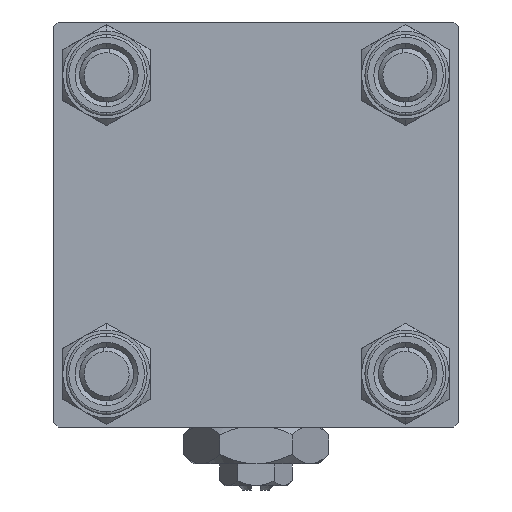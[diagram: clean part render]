
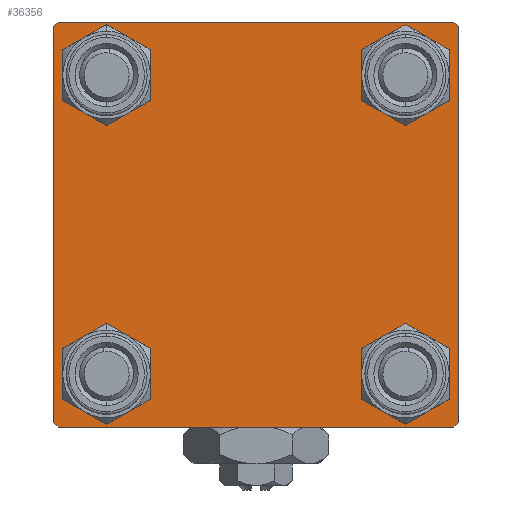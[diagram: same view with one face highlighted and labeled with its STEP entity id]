
A CAD part, left-side view. The second image highlights one B-rep face of the part: STEP entity #36356.
In plain terms, the highlighted planar face has unit normal (-1, 0, 0).
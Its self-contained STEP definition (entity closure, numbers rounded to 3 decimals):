
#1 = CARTESIAN_POINT ( 'NONE',  ( 0., 22.5, 22. ) ) ;
#300 = ORIENTED_EDGE ( 'NONE', *, *, #8824, .T. ) ;
#717 = CARTESIAN_POINT ( 'NONE',  ( 0., -16.6, -20.1 ) ) ;
#1113 = AXIS2_PLACEMENT_3D ( 'NONE', #4504, #6703, #20775 ) ;
#1331 = VERTEX_POINT ( 'NONE', #38883 ) ;
#2253 = EDGE_CURVE ( 'NONE', #42274, #25220, #18481, .T. ) ;
#2751 = DIRECTION ( 'NONE',  ( 0., 0., 1. ) ) ;
#3396 = CARTESIAN_POINT ( 'NONE',  ( 0., 16.6, 16.6 ) ) ;
#3702 = FACE_BOUND ( 'NONE', #29724, .T. ) ;
#3960 = FACE_BOUND ( 'NONE', #51413, .T. ) ;
#4504 = CARTESIAN_POINT ( 'NONE',  ( 0., 0., 0. ) ) ;
#4855 = CARTESIAN_POINT ( 'NONE',  ( 0., 16.6, -16.6 ) ) ;
#5266 = VERTEX_POINT ( 'NONE', #46245 ) ;
#5483 = CARTESIAN_POINT ( 'NONE',  ( 0., 16.6, -20.1 ) ) ;
#6378 = LINE ( 'NONE', #22647, #51723 ) ;
#6517 = AXIS2_PLACEMENT_3D ( 'NONE', #3396, #51593, #23651 ) ;
#6703 = DIRECTION ( 'NONE',  ( -1., 0., 0. ) ) ;
#6981 = LINE ( 'NONE', #51972, #33499 ) ;
#7258 = DIRECTION ( 'NONE',  ( 1., 0., 0. ) ) ;
#7374 = CARTESIAN_POINT ( 'NONE',  ( 0., 22., -22.5 ) ) ;
#8037 = CARTESIAN_POINT ( 'NONE',  ( 0., -22., 22.5 ) ) ;
#8496 = VERTEX_POINT ( 'NONE', #9685 ) ;
#8824 = EDGE_CURVE ( 'NONE', #31367, #11881, #30706, .T. ) ;
#9017 = VECTOR ( 'NONE', #31134, 1000. ) ;
#9547 = LINE ( 'NONE', #45501, #11633 ) ;
#9685 = CARTESIAN_POINT ( 'NONE',  ( 0., -22., -22.5 ) ) ;
#9744 = CARTESIAN_POINT ( 'NONE',  ( 0., 22., 22.5 ) ) ;
#10194 = EDGE_LOOP ( 'NONE', ( #16273, #50133 ) ) ;
#10342 = EDGE_CURVE ( 'NONE', #11881, #31367, #22192, .T. ) ;
#11483 = ORIENTED_EDGE ( 'NONE', *, *, #21426, .F. ) ;
#11564 = CARTESIAN_POINT ( 'NONE',  ( 0., -16.6, 16.6 ) ) ;
#11633 = VECTOR ( 'NONE', #13280, 1000. ) ;
#11707 = EDGE_CURVE ( 'NONE', #28188, #34905, #29008, .T. ) ;
#11881 = VERTEX_POINT ( 'NONE', #43370 ) ;
#11894 = AXIS2_PLACEMENT_3D ( 'NONE', #40004, #19812, #36028 ) ;
#12016 = DIRECTION ( 'NONE',  ( 0., 0.707, -0.707 ) ) ;
#12907 = ORIENTED_EDGE ( 'NONE', *, *, #2253, .T. ) ;
#13280 = DIRECTION ( 'NONE',  ( 0., 0., -1. ) ) ;
#13370 = DIRECTION ( 'NONE',  ( 1., 0., 0. ) ) ;
#13574 = DIRECTION ( 'NONE',  ( 1., 0., 0. ) ) ;
#13656 = CARTESIAN_POINT ( 'NONE',  ( 0., 16.6, 13.1 ) ) ;
#13762 = EDGE_CURVE ( 'NONE', #25719, #43259, #28266, .T. ) ;
#14193 = CIRCLE ( 'NONE', #6517, 3.5 ) ;
#14568 = ORIENTED_EDGE ( 'NONE', *, *, #43379, .F. ) ;
#15151 = DIRECTION ( 'NONE',  ( 0., 0., 1. ) ) ;
#15449 = EDGE_CURVE ( 'NONE', #8496, #16048, #24320, .T. ) ;
#15688 = FACE_BOUND ( 'NONE', #10194, .T. ) ;
#15930 = VECTOR ( 'NONE', #36559, 1000. ) ;
#16048 = VERTEX_POINT ( 'NONE', #42047 ) ;
#16273 = ORIENTED_EDGE ( 'NONE', *, *, #41294, .T. ) ;
#16401 = DIRECTION ( 'NONE',  ( 0., 0., 1. ) ) ;
#16495 = AXIS2_PLACEMENT_3D ( 'NONE', #11564, #36596, #19580 ) ;
#17236 = ORIENTED_EDGE ( 'NONE', *, *, #37080, .T. ) ;
#18154 = EDGE_CURVE ( 'NONE', #22716, #21034, #26955, .T. ) ;
#18376 = EDGE_CURVE ( 'NONE', #34905, #28188, #14193, .T. ) ;
#18481 = LINE ( 'NONE', #41920, #39817 ) ;
#19433 = CARTESIAN_POINT ( 'NONE',  ( 0., 22.25, -22.25 ) ) ;
#19580 = DIRECTION ( 'NONE',  ( 0., 0., 1. ) ) ;
#19812 = DIRECTION ( 'NONE',  ( 1., 0., 0. ) ) ;
#19855 = CIRCLE ( 'NONE', #16495, 3.5 ) ;
#20775 = DIRECTION ( 'NONE',  ( 0., 0., 1. ) ) ;
#21034 = VERTEX_POINT ( 'NONE', #32654 ) ;
#21392 = CARTESIAN_POINT ( 'NONE',  ( 0., -22.25, -22.25 ) ) ;
#21426 = EDGE_CURVE ( 'NONE', #25719, #25220, #6378, .T. ) ;
#22192 = CIRCLE ( 'NONE', #28128, 3.5 ) ;
#22647 = CARTESIAN_POINT ( 'NONE',  ( 0., 22.5, 22.5 ) ) ;
#22716 = VERTEX_POINT ( 'NONE', #717 ) ;
#23651 = DIRECTION ( 'NONE',  ( 0., 0., 1. ) ) ;
#23968 = FACE_OUTER_BOUND ( 'NONE', #38648, .T. ) ;
#24139 = CARTESIAN_POINT ( 'NONE',  ( 0., -16.6, -16.6 ) ) ;
#24320 = LINE ( 'NONE', #21392, #15930 ) ;
#25184 = AXIS2_PLACEMENT_3D ( 'NONE', #24139, #36372, #16401 ) ;
#25220 = VERTEX_POINT ( 'NONE', #8037 ) ;
#25719 = VERTEX_POINT ( 'NONE', #9744 ) ;
#26955 = CIRCLE ( 'NONE', #28671, 3.5 ) ;
#27751 = VECTOR ( 'NONE', #44103, 1000. ) ;
#27882 = CARTESIAN_POINT ( 'NONE',  ( 0., -22.5, 22.5 ) ) ;
#27950 = FACE_BOUND ( 'NONE', #46944, .T. ) ;
#28128 = AXIS2_PLACEMENT_3D ( 'NONE', #4855, #13370, #45592 ) ;
#28188 = VERTEX_POINT ( 'NONE', #13656 ) ;
#28266 = LINE ( 'NONE', #47954, #38829 ) ;
#28602 = VERTEX_POINT ( 'NONE', #7374 ) ;
#28671 = AXIS2_PLACEMENT_3D ( 'NONE', #47755, #7258, #2751 ) ;
#29008 = CIRCLE ( 'NONE', #32436, 3.5 ) ;
#29724 = EDGE_LOOP ( 'NONE', ( #38123, #34227 ) ) ;
#29828 = DIRECTION ( 'NONE',  ( 0., 0., 1. ) ) ;
#30706 = CIRCLE ( 'NONE', #11894, 3.5 ) ;
#30751 = CARTESIAN_POINT ( 'NONE',  ( 0., -22.5, 22. ) ) ;
#31134 = DIRECTION ( 'NONE',  ( 0., -0.707, -0.707 ) ) ;
#31221 = DIRECTION ( 'NONE',  ( 0., -1., 0. ) ) ;
#31367 = VERTEX_POINT ( 'NONE', #5483 ) ;
#31873 = LINE ( 'NONE', #27882, #27751 ) ;
#32436 = AXIS2_PLACEMENT_3D ( 'NONE', #49794, #13574, #29828 ) ;
#32654 = CARTESIAN_POINT ( 'NONE',  ( 0., -16.6, -13.1 ) ) ;
#32917 = CARTESIAN_POINT ( 'NONE',  ( 0., -16.6, 20.1 ) ) ;
#33499 = VECTOR ( 'NONE', #31221, 1000. ) ;
#34227 = ORIENTED_EDGE ( 'NONE', *, *, #36745, .T. ) ;
#34588 = DIRECTION ( 'NONE',  ( 1., 0., 0. ) ) ;
#34905 = VERTEX_POINT ( 'NONE', #46998 ) ;
#35278 = EDGE_CURVE ( 'NONE', #42209, #1331, #50387, .T. ) ;
#36028 = DIRECTION ( 'NONE',  ( 0., 0., 1. ) ) ;
#36356 = ADVANCED_FACE ( 'NONE', ( #3702, #15688, #27950, #3960, #23968 ), #40181, .T. ) ;
#36372 = DIRECTION ( 'NONE',  ( 1., 0., 0. ) ) ;
#36559 = DIRECTION ( 'NONE',  ( 0., -0.707, 0.707 ) ) ;
#36596 = DIRECTION ( 'NONE',  ( 1., 0., 0. ) ) ;
#36745 = EDGE_CURVE ( 'NONE', #1331, #42209, #19855, .T. ) ;
#37080 = EDGE_CURVE ( 'NONE', #28602, #8496, #6981, .T. ) ;
#38123 = ORIENTED_EDGE ( 'NONE', *, *, #35278, .T. ) ;
#38648 = EDGE_LOOP ( 'NONE', ( #52416, #46882, #17236, #51706, #14568, #12907, #11483, #45036 ) ) ;
#38829 = VECTOR ( 'NONE', #12016, 1000. ) ;
#38867 = DIRECTION ( 'NONE',  ( 0., -1., 0. ) ) ;
#38883 = CARTESIAN_POINT ( 'NONE',  ( 0., -16.6, 13.1 ) ) ;
#38957 = DIRECTION ( 'NONE',  ( 0., 0.707, 0.707 ) ) ;
#39817 = VECTOR ( 'NONE', #38957, 1000. ) ;
#40004 = CARTESIAN_POINT ( 'NONE',  ( 0., 16.6, -16.6 ) ) ;
#40181 = PLANE ( 'NONE',  #1113 ) ;
#41294 = EDGE_CURVE ( 'NONE', #21034, #22716, #50652, .T. ) ;
#41724 = EDGE_CURVE ( 'NONE', #5266, #28602, #47634, .T. ) ;
#41920 = CARTESIAN_POINT ( 'NONE',  ( 0., -22.25, 22.25 ) ) ;
#42047 = CARTESIAN_POINT ( 'NONE',  ( 0., -22.5, -22. ) ) ;
#42209 = VERTEX_POINT ( 'NONE', #32917 ) ;
#42274 = VERTEX_POINT ( 'NONE', #30751 ) ;
#42738 = AXIS2_PLACEMENT_3D ( 'NONE', #51885, #34588, #15151 ) ;
#43259 = VERTEX_POINT ( 'NONE', #1 ) ;
#43370 = CARTESIAN_POINT ( 'NONE',  ( 0., 16.6, -13.1 ) ) ;
#43379 = EDGE_CURVE ( 'NONE', #42274, #16048, #31873, .T. ) ;
#44103 = DIRECTION ( 'NONE',  ( 0., 0., -1. ) ) ;
#44156 = EDGE_CURVE ( 'NONE', #43259, #5266, #9547, .T. ) ;
#45036 = ORIENTED_EDGE ( 'NONE', *, *, #13762, .T. ) ;
#45501 = CARTESIAN_POINT ( 'NONE',  ( 0., 22.5, 22.5 ) ) ;
#45592 = DIRECTION ( 'NONE',  ( 0., 0., 1. ) ) ;
#46245 = CARTESIAN_POINT ( 'NONE',  ( 0., 22.5, -22. ) ) ;
#46882 = ORIENTED_EDGE ( 'NONE', *, *, #41724, .T. ) ;
#46944 = EDGE_LOOP ( 'NONE', ( #51905, #300 ) ) ;
#46998 = CARTESIAN_POINT ( 'NONE',  ( 0., 16.6, 20.1 ) ) ;
#47634 = LINE ( 'NONE', #19433, #9017 ) ;
#47755 = CARTESIAN_POINT ( 'NONE',  ( 0., -16.6, -16.6 ) ) ;
#47954 = CARTESIAN_POINT ( 'NONE',  ( 0., 22.25, 22.25 ) ) ;
#49368 = ORIENTED_EDGE ( 'NONE', *, *, #11707, .T. ) ;
#49794 = CARTESIAN_POINT ( 'NONE',  ( 0., 16.6, 16.6 ) ) ;
#49932 = ORIENTED_EDGE ( 'NONE', *, *, #18376, .T. ) ;
#50133 = ORIENTED_EDGE ( 'NONE', *, *, #18154, .T. ) ;
#50387 = CIRCLE ( 'NONE', #42738, 3.5 ) ;
#50652 = CIRCLE ( 'NONE', #25184, 3.5 ) ;
#51413 = EDGE_LOOP ( 'NONE', ( #49932, #49368 ) ) ;
#51593 = DIRECTION ( 'NONE',  ( 1., 0., 0. ) ) ;
#51706 = ORIENTED_EDGE ( 'NONE', *, *, #15449, .T. ) ;
#51723 = VECTOR ( 'NONE', #38867, 1000. ) ;
#51885 = CARTESIAN_POINT ( 'NONE',  ( 0., -16.6, 16.6 ) ) ;
#51905 = ORIENTED_EDGE ( 'NONE', *, *, #10342, .T. ) ;
#51972 = CARTESIAN_POINT ( 'NONE',  ( 0., 22.5, -22.5 ) ) ;
#52416 = ORIENTED_EDGE ( 'NONE', *, *, #44156, .T. ) ;
